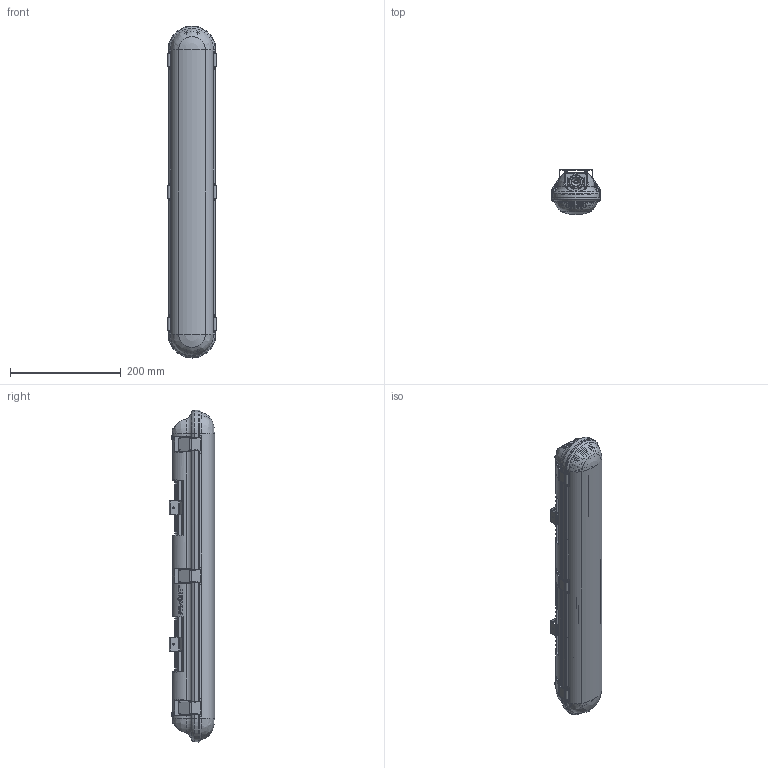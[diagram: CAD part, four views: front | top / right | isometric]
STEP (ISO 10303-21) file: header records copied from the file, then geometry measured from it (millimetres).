
FILE_DESCRIPTION (( 'STEP AP214' ), '1' );
FILE_NAME ('WL0131_000000_BL_ONE 2ft.STEP', '2024-04-29T07:35:58', ( '' ), ( '' ), 'SwSTEP 2.0', 'SolidWorks 2023', '' );
FILE_SCHEMA (( 'AUTOMOTIVE_DESIGN' ));
Length unit declared in the file: millimetre
Products named in the file (10): BL_Würgestopfen; WL0131_000009_Träger_2ft; WL0131_000006_Wanne_2ft; WL0131_000000_BL_ONE 2ft; WL0101_001003_Wannenclip_Mittelstück; WL0101_001004_Wannenclip_LUNA BL; WL0101_001000_Baugruppe_Wannenclip; WL0131_000003_Gehäuse_2ft; Befestigungsklammer; WL0101_001002_Wannenclip_Achse
Assembly tree (16 placements, depth 3):
  WL0131_000000_BL_ONE 2ft
    WL0131_000003_Gehäuse_2ft
    WL0131_000006_Wanne_2ft
    WL0131_000009_Träger_2ft
    BL_Würgestopfen  x2
    WL0101_001000_Baugruppe_Wannenclip  x6
      WL0101_001004_Wannenclip_LUNA BL
      WL0101_001002_Wannenclip_Achse
      WL0101_001003_Wannenclip_Mittelstück
    Befestigungsklammer  x2
Bounding box: 88.41 x 82.26 x 600.6 mm (x, y, z)
Volume: 417768.7 mm3; surface area: 524607.5 mm2
Topology: 25 solids, 25 shells, 4214 faces, 11136 edges, 7013 vertices
Faces by surface type: plane 1816, cylinder 1396, bspline 419, torus 370, cone 171, sphere 42
Entity records: 121112 total; most frequent: CARTESIAN_POINT 40783, ORIENTED_EDGE 17614, DIRECTION 15677, EDGE_CURVE 8807, VERTEX_POINT 5627, AXIS2_PLACEMENT_3D 5263, VECTOR 5151, LINE 5151
